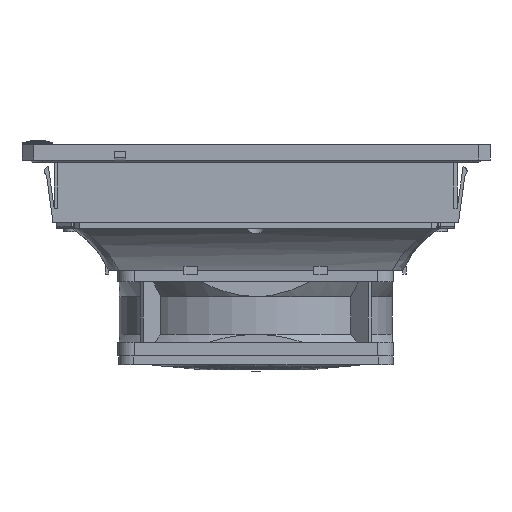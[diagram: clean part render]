
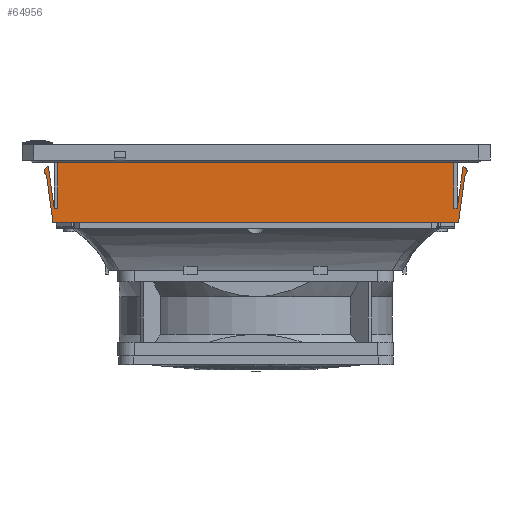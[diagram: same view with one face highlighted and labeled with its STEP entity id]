
A CAD part, left-side view. The second image highlights one B-rep face of the part: STEP entity #64956.
In plain terms, the highlighted planar face has unit normal (-1, 0, 0).
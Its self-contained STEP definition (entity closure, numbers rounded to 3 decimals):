
#5407=FACE_OUTER_BOUND('',#8862,.T.);
#8862=EDGE_LOOP('',(#52649,#52650,#52651,#52652,#52653,#52654,#52655,#52656,
#52657,#52658,#52659,#52660,#52661,#52662));
#13636=LINE('',#101825,#19737);
#15312=LINE('',#111362,#21413);
#15313=LINE('',#111364,#21414);
#15314=LINE('',#111366,#21415);
#15315=LINE('',#111368,#21416);
#15316=LINE('',#111370,#21417);
#15317=LINE('',#111372,#21418);
#15318=LINE('',#111374,#21419);
#15319=LINE('',#111379,#21420);
#15320=LINE('',#111380,#21421);
#19737=VECTOR('',#78448,10.);
#21413=VECTOR('',#82522,10.);
#21414=VECTOR('',#82523,10.);
#21415=VECTOR('',#82524,10.);
#21416=VECTOR('',#82525,10.);
#21417=VECTOR('',#82526,10.);
#21418=VECTOR('',#82527,10.);
#21419=VECTOR('',#82528,10.);
#21420=VECTOR('',#82533,10.);
#21421=VECTOR('',#82534,10.);
#22988=CIRCLE('',#69119,2.);
#22990=CIRCLE('',#69122,2.);
#22992=CIRCLE('',#69125,2.);
#22993=CIRCLE('',#69126,2.);
#26819=VERTEX_POINT('',#101823);
#26820=VERTEX_POINT('',#101824);
#28442=VERTEX_POINT('',#111346);
#28443=VERTEX_POINT('',#111347);
#28446=VERTEX_POINT('',#111355);
#28448=VERTEX_POINT('',#111361);
#28449=VERTEX_POINT('',#111363);
#28450=VERTEX_POINT('',#111365);
#28451=VERTEX_POINT('',#111367);
#28452=VERTEX_POINT('',#111369);
#28453=VERTEX_POINT('',#111371);
#28454=VERTEX_POINT('',#111373);
#28455=VERTEX_POINT('',#111375);
#28456=VERTEX_POINT('',#111377);
#34331=EDGE_CURVE('',#26819,#26820,#13636,.T.);
#36738=EDGE_CURVE('',#28442,#28443,#22988,.T.);
#36742=EDGE_CURVE('',#28443,#28446,#22990,.T.);
#36745=EDGE_CURVE('',#28442,#28448,#15312,.T.);
#36746=EDGE_CURVE('',#28448,#28449,#15313,.T.);
#36747=EDGE_CURVE('',#28449,#28450,#15314,.T.);
#36748=EDGE_CURVE('',#28450,#28451,#15315,.T.);
#36749=EDGE_CURVE('',#28451,#28452,#15316,.T.);
#36750=EDGE_CURVE('',#28452,#28453,#15317,.T.);
#36751=EDGE_CURVE('',#28453,#28454,#15318,.T.);
#36752=EDGE_CURVE('',#28455,#28454,#22992,.T.);
#36753=EDGE_CURVE('',#28456,#28455,#22993,.T.);
#36754=EDGE_CURVE('',#28456,#26819,#15319,.T.);
#36755=EDGE_CURVE('',#26820,#28446,#15320,.T.);
#52649=ORIENTED_EDGE('',*,*,#36738,.F.);
#52650=ORIENTED_EDGE('',*,*,#36745,.T.);
#52651=ORIENTED_EDGE('',*,*,#36746,.T.);
#52652=ORIENTED_EDGE('',*,*,#36747,.T.);
#52653=ORIENTED_EDGE('',*,*,#36748,.T.);
#52654=ORIENTED_EDGE('',*,*,#36749,.T.);
#52655=ORIENTED_EDGE('',*,*,#36750,.T.);
#52656=ORIENTED_EDGE('',*,*,#36751,.T.);
#52657=ORIENTED_EDGE('',*,*,#36752,.F.);
#52658=ORIENTED_EDGE('',*,*,#36753,.F.);
#52659=ORIENTED_EDGE('',*,*,#36754,.T.);
#52660=ORIENTED_EDGE('',*,*,#34331,.T.);
#52661=ORIENTED_EDGE('',*,*,#36755,.T.);
#52662=ORIENTED_EDGE('',*,*,#36742,.F.);
#59247=PLANE('',#69124);
#64956=ADVANCED_FACE('',(#5407),#59247,.T.);
#69119=AXIS2_PLACEMENT_3D('',#111348,#82507,#82508);
#69122=AXIS2_PLACEMENT_3D('',#111356,#82515,#82516);
#69124=AXIS2_PLACEMENT_3D('',#111360,#82520,#82521);
#69125=AXIS2_PLACEMENT_3D('',#111376,#82529,#82530);
#69126=AXIS2_PLACEMENT_3D('',#111378,#82531,#82532);
#78448=DIRECTION('',(0.,-1.,0.));
#82507=DIRECTION('center_axis',(1.,0.,0.));
#82508=DIRECTION('ref_axis',(0.,-0.747,-0.665));
#82515=DIRECTION('center_axis',(-1.,0.,0.));
#82516=DIRECTION('ref_axis',(0.,0.818,0.576));
#82520=DIRECTION('center_axis',(-1.,0.,0.));
#82521=DIRECTION('ref_axis',(0.,-1.,0.));
#82522=DIRECTION('',(0.,0.138,-0.99));
#82523=DIRECTION('',(0.,1.,0.));
#82524=DIRECTION('',(0.,0.,1.));
#82525=DIRECTION('',(0.,1.,0.));
#82526=DIRECTION('',(0.,0.,-1.));
#82527=DIRECTION('',(0.,1.,0.));
#82528=DIRECTION('',(0.,0.138,0.99));
#82529=DIRECTION('center_axis',(1.,0.,0.));
#82530=DIRECTION('ref_axis',(0.,0.747,-0.665));
#82531=DIRECTION('center_axis',(-1.,0.,0.));
#82532=DIRECTION('ref_axis',(0.,-0.818,0.576));
#82533=DIRECTION('',(0.,-0.138,-0.99));
#82534=DIRECTION('',(0.,-0.138,0.99));
#101823=CARTESIAN_POINT('',(-49.99,135.455,-14.75));
#101824=CARTESIAN_POINT('',(-49.99,-39.545,-14.75));
#101825=CARTESIAN_POINT('',(-49.99,135.455,-14.75));
#111346=CARTESIAN_POINT('',(-49.99,-41.545,9.25));
#111347=CARTESIAN_POINT('',(-49.99,-42.759,5.939));
#111348=CARTESIAN_POINT('Origin',(-49.99,-41.265,7.27));
#111355=CARTESIAN_POINT('',(-49.99,-42.272,4.884));
#111356=CARTESIAN_POINT('Origin',(-49.99,-44.253,4.609));
#111360=CARTESIAN_POINT('Origin',(-49.99,134.955,-14.75));
#111361=CARTESIAN_POINT('',(-49.99,-39.045,-8.75));
#111362=CARTESIAN_POINT('',(-49.99,-41.545,9.25));
#111363=CARTESIAN_POINT('',(-49.99,-37.545,-8.75));
#111364=CARTESIAN_POINT('',(-49.99,47.955,-8.75));
#111365=CARTESIAN_POINT('',(-49.99,-37.545,13.25));
#111366=CARTESIAN_POINT('',(-49.99,-37.545,-11.75));
#111367=CARTESIAN_POINT('',(-49.99,133.455,13.25));
#111368=CARTESIAN_POINT('',(-49.99,91.455,13.25));
#111369=CARTESIAN_POINT('',(-49.99,133.455,-8.75));
#111370=CARTESIAN_POINT('',(-49.99,133.455,-0.75));
#111371=CARTESIAN_POINT('',(-49.99,134.955,-8.75));
#111372=CARTESIAN_POINT('',(-49.99,134.205,-8.75));
#111373=CARTESIAN_POINT('',(-49.99,137.455,9.25));
#111374=CARTESIAN_POINT('',(-49.99,134.955,-8.75));
#111375=CARTESIAN_POINT('',(-49.99,138.67,5.939));
#111376=CARTESIAN_POINT('Origin',(-49.99,137.176,7.27));
#111377=CARTESIAN_POINT('',(-49.99,138.182,4.884));
#111378=CARTESIAN_POINT('Origin',(-49.99,140.163,4.609));
#111379=CARTESIAN_POINT('',(-49.99,138.324,5.904));
#111380=CARTESIAN_POINT('',(-49.99,-39.545,-14.75));
